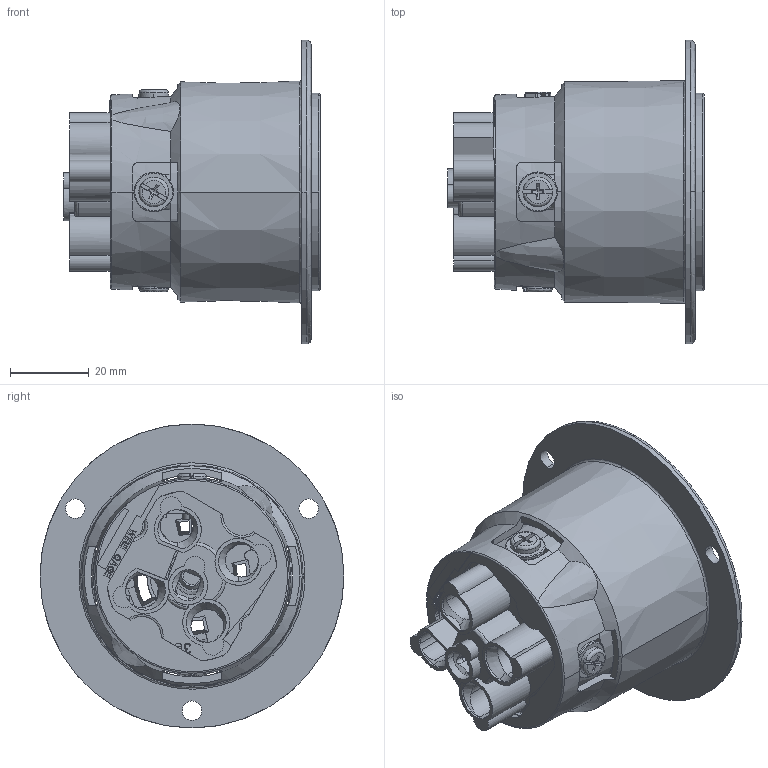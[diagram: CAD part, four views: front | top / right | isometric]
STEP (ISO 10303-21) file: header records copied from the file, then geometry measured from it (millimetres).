
FILE_DESCRIPTION (( 'STEP AP203' ), '1' );
FILE_NAME ('ORC5943-M01.STEP', '2025-01-28T19:53:22', ( '' ), ( '' ), 'SwSTEP 2.0', 'SolidWorks 2024', '' );
FILE_SCHEMA (( 'CONFIG_CONTROL_DESIGN' ));
Length unit declared in the file: inch
Products named in the file (1): ORC5943-M01
Bounding box: 65.07 x 76.99 x 76.99 mm (x, y, z)
Surface area: 40626.2 mm2 (no closed solid volume)
Topology: 0 solids, 16 shells, 1177 faces, 4473 edges, 3241 vertices
Faces by surface type: plane 680, cylinder 289, bspline 142, cone 64, torus 2
Entity records: 55556 total; most frequent: CARTESIAN_POINT 20865, ORIENTED_EDGE 7314, DIRECTION 6056, EDGE_CURVE 4469, VERTEX_POINT 3241, VECTOR 2480, LINE 2480, AXIS2_PLACEMENT_3D 1788
